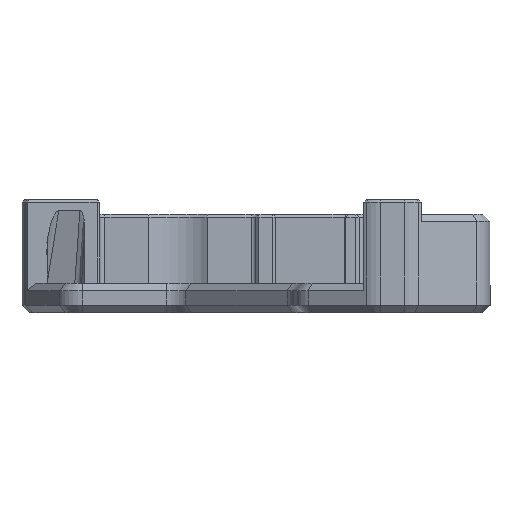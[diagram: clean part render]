
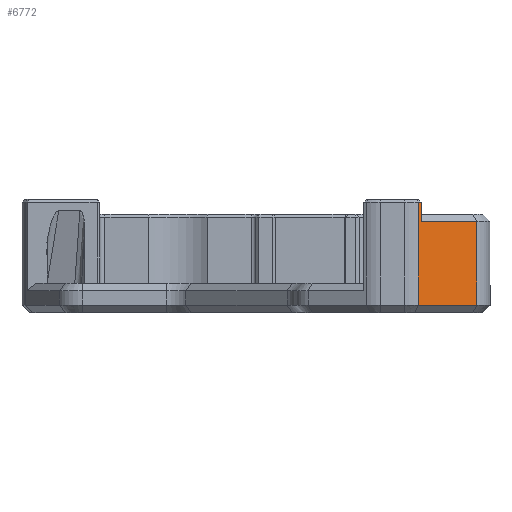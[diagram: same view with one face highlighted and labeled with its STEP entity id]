
A CAD part, front view. The second image highlights one B-rep face of the part: STEP entity #6772.
In plain terms, the highlighted planar face has unit normal (0.5, -0.866, 0).
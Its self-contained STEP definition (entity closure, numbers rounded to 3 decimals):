
#88 = VECTOR ( 'NONE', #18111, 1000. ) ;
#261 = LINE ( 'NONE', #4987, #5495 ) ;
#487 = DIRECTION ( 'NONE',  ( -0.866, -0.5, 0. ) ) ;
#533 = VECTOR ( 'NONE', #15464, 1000. ) ;
#562 = VERTEX_POINT ( 'NONE', #6997 ) ;
#709 = ORIENTED_EDGE ( 'NONE', *, *, #18785, .T. ) ;
#964 = VERTEX_POINT ( 'NONE', #9822 ) ;
#1445 = CARTESIAN_POINT ( 'NONE',  ( 24.629, -37.637, 0.74 ) ) ;
#1926 = LINE ( 'NONE', #7788, #17719 ) ;
#2017 = DIRECTION ( 'NONE',  ( -0.866, -0.5, 0. ) ) ;
#2791 = EDGE_LOOP ( 'NONE', ( #3301, #17377, #11133, #709, #13246, #3061 ) ) ;
#3051 = EDGE_CURVE ( 'NONE', #964, #5902, #3263, .T. ) ;
#3061 = ORIENTED_EDGE ( 'NONE', *, *, #3051, .T. ) ;
#3263 = LINE ( 'NONE', #18206, #88 ) ;
#3301 = ORIENTED_EDGE ( 'NONE', *, *, #7928, .T. ) ;
#3973 = CARTESIAN_POINT ( 'NONE',  ( 30.625, -34.175, 0.75 ) ) ;
#4109 = VECTOR ( 'NONE', #14069, 1000. ) ;
#4987 = CARTESIAN_POINT ( 'NONE',  ( 24.95, -37.452, 6.025 ) ) ;
#5213 = LINE ( 'NONE', #3973, #533 ) ;
#5495 = VECTOR ( 'NONE', #17713, 1000. ) ;
#5902 = VERTEX_POINT ( 'NONE', #13918 ) ;
#6064 = VERTEX_POINT ( 'NONE', #14383 ) ;
#6543 = VERTEX_POINT ( 'NONE', #9143 ) ;
#6702 = EDGE_CURVE ( 'NONE', #964, #562, #5213, .T. ) ;
#6772 = ADVANCED_FACE ( 'NONE', ( #18808 ), #17644, .T. ) ;
#6997 = CARTESIAN_POINT ( 'NONE',  ( 24.638, -37.632, 0.75 ) ) ;
#7788 = CARTESIAN_POINT ( 'NONE',  ( 27.632, -35.903, 9.35 ) ) ;
#7928 = EDGE_CURVE ( 'NONE', #5902, #6543, #1926, .T. ) ;
#7945 = CARTESIAN_POINT ( 'NONE',  ( 24.95, -37.452, 11.3 ) ) ;
#8253 = EDGE_CURVE ( 'NONE', #6543, #11482, #261, .T. ) ;
#8509 = LINE ( 'NONE', #12537, #4109 ) ;
#9143 = CARTESIAN_POINT ( 'NONE',  ( 24.95, -37.452, 9.35 ) ) ;
#9822 = CARTESIAN_POINT ( 'NONE',  ( 30.625, -34.175, 0.75 ) ) ;
#10087 = DIRECTION ( 'NONE',  ( 0.5, -0.866, 0. ) ) ;
#10735 = LINE ( 'NONE', #15149, #13675 ) ;
#11133 = ORIENTED_EDGE ( 'NONE', *, *, #18340, .T. ) ;
#11482 = VERTEX_POINT ( 'NONE', #7945 ) ;
#12537 = CARTESIAN_POINT ( 'NONE',  ( 24.638, -37.632, 6.025 ) ) ;
#13237 = DIRECTION ( 'NONE',  ( 0.866, 0.5, 0. ) ) ;
#13246 = ORIENTED_EDGE ( 'NONE', *, *, #6702, .F. ) ;
#13675 = VECTOR ( 'NONE', #2017, 1000. ) ;
#13918 = CARTESIAN_POINT ( 'NONE',  ( 30.625, -34.175, 9.35 ) ) ;
#14069 = DIRECTION ( 'NONE',  ( 0., 0., -1. ) ) ;
#14383 = CARTESIAN_POINT ( 'NONE',  ( 24.638, -37.632, 11.3 ) ) ;
#15149 = CARTESIAN_POINT ( 'NONE',  ( 27.632, -35.903, 11.3 ) ) ;
#15464 = DIRECTION ( 'NONE',  ( -0.866, -0.5, 0. ) ) ;
#17377 = ORIENTED_EDGE ( 'NONE', *, *, #8253, .T. ) ;
#17392 = AXIS2_PLACEMENT_3D ( 'NONE', #1445, #10087, #13237 ) ;
#17644 = PLANE ( 'NONE',  #17392 ) ;
#17713 = DIRECTION ( 'NONE',  ( 0., 0., 1. ) ) ;
#17719 = VECTOR ( 'NONE', #487, 1000. ) ;
#18111 = DIRECTION ( 'NONE',  ( 0., 0., 1. ) ) ;
#18206 = CARTESIAN_POINT ( 'NONE',  ( 30.625, -34.175, 6.025 ) ) ;
#18340 = EDGE_CURVE ( 'NONE', #11482, #6064, #10735, .T. ) ;
#18785 = EDGE_CURVE ( 'NONE', #6064, #562, #8509, .T. ) ;
#18808 = FACE_OUTER_BOUND ( 'NONE', #2791, .T. ) ;
